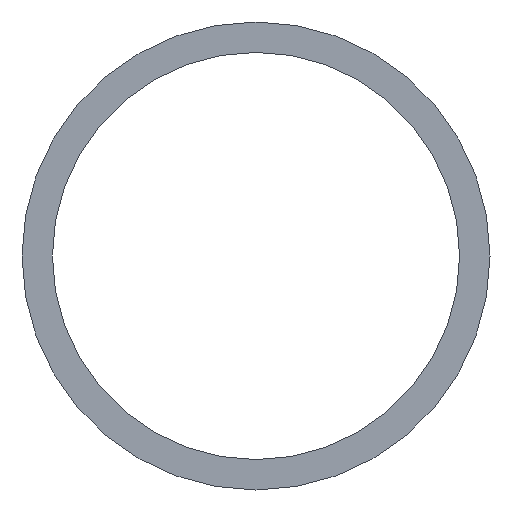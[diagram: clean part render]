
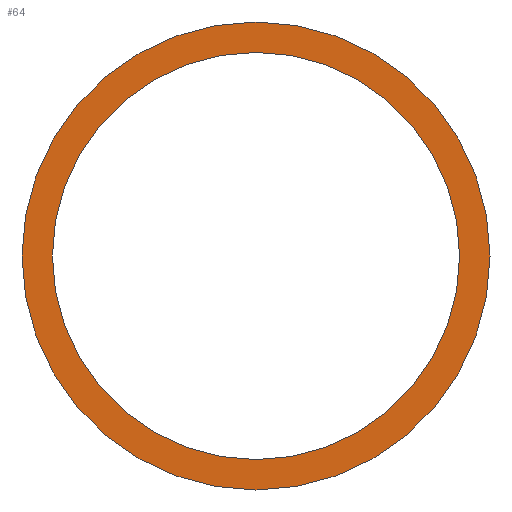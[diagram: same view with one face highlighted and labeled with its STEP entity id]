
A CAD part, front view. The second image highlights one B-rep face of the part: STEP entity #64.
In plain terms, the highlighted planar face has unit normal (0, -1, 0).
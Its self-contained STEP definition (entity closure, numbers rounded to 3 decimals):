
#24=FACE_BOUND('',#30,.T.);
#25=FACE_OUTER_BOUND('',#29,.T.);
#29=EDGE_LOOP('',(#49));
#30=EDGE_LOOP('',(#50));
#34=CIRCLE('',#83,57.75);
#35=CIRCLE('',#84,50.25);
#38=VERTEX_POINT('',#113);
#39=VERTEX_POINT('',#115);
#42=EDGE_CURVE('',#38,#38,#34,.T.);
#43=EDGE_CURVE('',#39,#39,#35,.T.);
#49=ORIENTED_EDGE('',*,*,#42,.T.);
#50=ORIENTED_EDGE('',*,*,#43,.T.);
#63=PLANE('',#82);
#64=ADVANCED_FACE('',(#25,#24),#63,.T.);
#82=AXIS2_PLACEMENT_3D('',#112,#92,#93);
#83=AXIS2_PLACEMENT_3D('',#114,#94,#95);
#84=AXIS2_PLACEMENT_3D('',#116,#96,#97);
#92=DIRECTION('center_axis',(0.,-1.,0.));
#93=DIRECTION('ref_axis',(0.,0.,-1.));
#94=DIRECTION('center_axis',(0.,-1.,0.));
#95=DIRECTION('ref_axis',(1.,0.,0.));
#96=DIRECTION('center_axis',(0.,1.,0.));
#97=DIRECTION('ref_axis',(1.,0.,0.));
#112=CARTESIAN_POINT('Origin',(0.,-3.,0.));
#113=CARTESIAN_POINT('',(-108.,-3.,0.));
#114=CARTESIAN_POINT('Origin',(-50.25,-3.,0.));
#115=CARTESIAN_POINT('',(-100.5,-3.,0.));
#116=CARTESIAN_POINT('Origin',(-50.25,-3.,0.));
